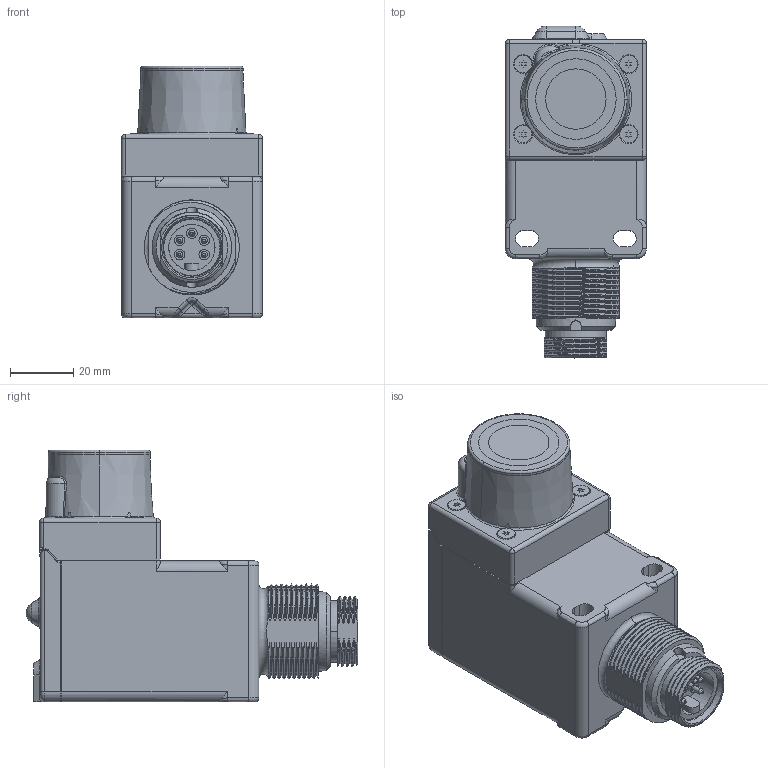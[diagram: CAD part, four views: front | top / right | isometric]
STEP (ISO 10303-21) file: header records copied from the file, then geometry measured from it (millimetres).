
FILE_DESCRIPTION((''),'2;1');
FILE_NAME('156715_ASM','2015-10-02T',('pdmadmin'),(''),'PRO/ENGINEER BY PARAMETRIC TECHNOLOGY CORPORATION, 2013230','PRO/ENGINEER BY PARAMETRIC TECHNOLOGY CORPORATION, 2013230','');
FILE_SCHEMA(('CONFIG_CONTROL_DESIGN'));
Products named in the file (17): 128327; 34619; 14840; 35813; 126238_ASM; 44150; 59544; TRANSDUCER_LONGRANGE; 59543_ASM; 62332; 29320; 13411; 35951; 35950; 36024_ASM; 48355; 156715_ASM
Assembly tree (22 placements, depth 3):
  156715_ASM
    128327
    126238_ASM
      34619
      14840
      35813
    59543_ASM
      44150
      59544
      TRANSDUCER_LONGRANGE
    36024_ASM
      62332
      29320
      13411
      35951
      35950  x4
    48355  x4
Bounding box: 44.53 x 104.65 x 79.43 mm (x, y, z)
Volume: 89124.5 mm3; surface area: 63304.9 mm2
Topology: 19 solids, 19 shells, 1378 faces, 3450 edges, 2121 vertices
Faces by surface type: cylinder 492, plane 454, bspline 209, cone 98, torus 82, sphere 43
Entity records: 65768 total; most frequent: CARTESIAN_POINT 36142, ORIENTED_EDGE 6356, DIRECTION 5760, EDGE_CURVE 3178, AXIS2_PLACEMENT_3D 2090, VERTEX_POINT 1968, VECTOR 1580, LINE 1580
